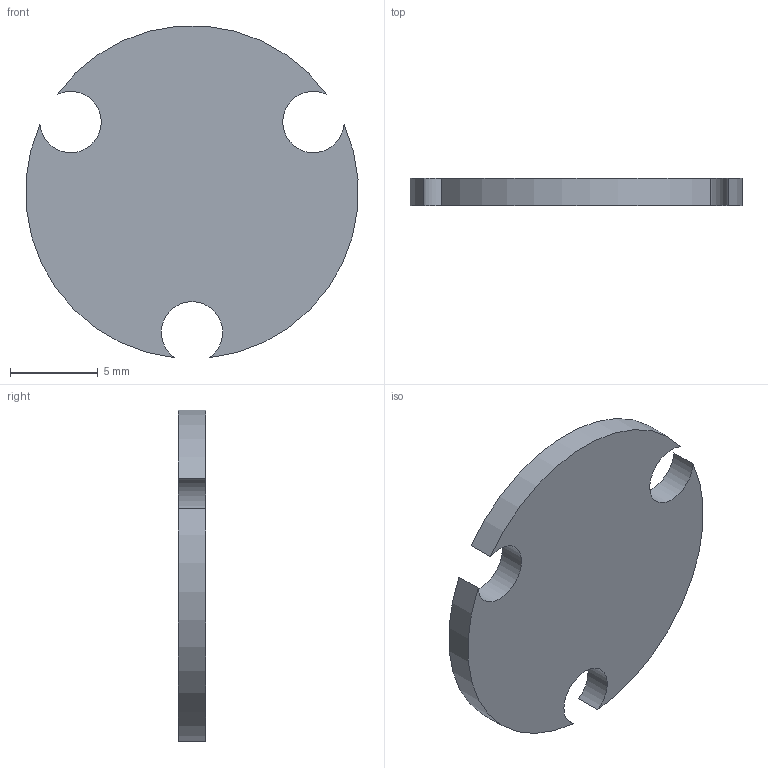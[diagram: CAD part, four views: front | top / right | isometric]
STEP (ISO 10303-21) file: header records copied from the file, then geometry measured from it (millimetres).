
FILE_DESCRIPTION(/* description */ ('Alibre Inc.'),/* implementation_level */ '2;1');
FILE_NAME(/* name */ 'export0',/* time_stamp */ '2015-07-05T22:58:41+12:00',/* author */ (''),/* organization */ (''),/* preprocessor_version */ 'ST-DEVELOPER v14',/* originating_system */ 'Alibre',/* authorisation */ '');
FILE_SCHEMA (('CONFIG_CONTROL_DESIGN'));
Length unit declared in the file: millimetre
Products named in the file (1): ID_1
Bounding box: 18.94 x 1.55 x 18.91 mm (x, y, z)
Volume: 396.3 mm3; surface area: 636.2 mm2
Topology: 1 solids, 1 shells, 8 faces, 18 edges, 12 vertices
Faces by surface type: cylinder 6, plane 2
Entity records: 287 total; most frequent: ORIENTED_EDGE 36, DIRECTION 32, CARTESIAN_POINT 32, EDGE_CURVE 18, AXIS2_PLACEMENT_3D 14, VERTEX_POINT 12, ORGANIZATION 8, PERSON 8
